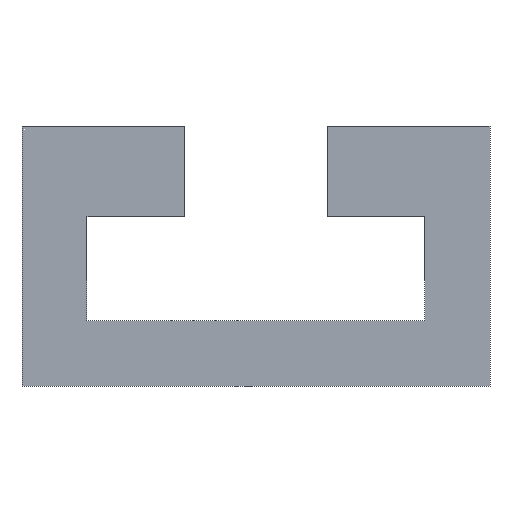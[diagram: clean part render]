
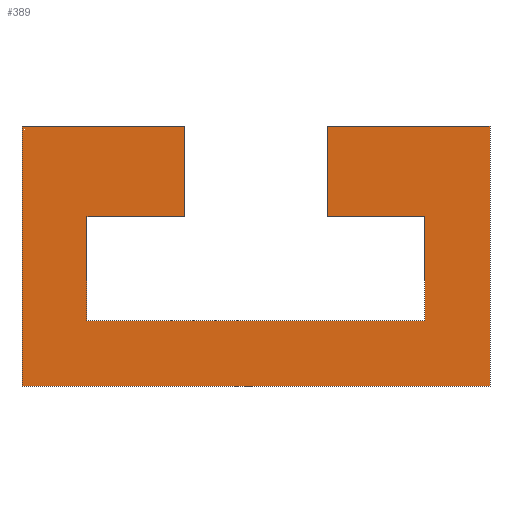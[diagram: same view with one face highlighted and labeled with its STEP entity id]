
A CAD part, front view. The second image highlights one B-rep face of the part: STEP entity #389.
In plain terms, the highlighted planar face has unit normal (0, -1, 0).
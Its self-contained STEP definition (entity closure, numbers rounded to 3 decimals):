
#22 = VERTEX_POINT('',#23);
#23 = CARTESIAN_POINT('',(-7.2,-64.5,-26.1));
#40 = VERTEX_POINT('',#41);
#41 = CARTESIAN_POINT('',(7.2,-64.5,-26.1));
#47 = EDGE_CURVE('',#22,#40,#48,.T.);
#48 = LINE('',#49,#50);
#49 = CARTESIAN_POINT('',(-7.2,-64.5,-26.1));
#50 = VECTOR('',#51,1.);
#51 = DIRECTION('',(1.,0.,0.));
#71 = VERTEX_POINT('',#72);
#72 = CARTESIAN_POINT('',(7.2,-64.5,-18.1));
#78 = EDGE_CURVE('',#40,#71,#79,.T.);
#79 = LINE('',#80,#81);
#80 = CARTESIAN_POINT('',(7.2,-64.5,-26.1));
#81 = VECTOR('',#82,1.);
#82 = DIRECTION('',(0.,0.,1.));
#102 = VERTEX_POINT('',#103);
#103 = CARTESIAN_POINT('',(2.2,-64.5,-18.1));
#109 = EDGE_CURVE('',#71,#102,#110,.T.);
#110 = LINE('',#111,#112);
#111 = CARTESIAN_POINT('',(7.2,-64.5,-18.1));
#112 = VECTOR('',#113,1.);
#113 = DIRECTION('',(-1.,0.,0.));
#133 = VERTEX_POINT('',#134);
#134 = CARTESIAN_POINT('',(2.2,-64.5,-20.9));
#140 = EDGE_CURVE('',#102,#133,#141,.T.);
#141 = LINE('',#142,#143);
#142 = CARTESIAN_POINT('',(2.2,-64.5,-18.1));
#143 = VECTOR('',#144,1.);
#144 = DIRECTION('',(0.,0.,-1.));
#164 = VERTEX_POINT('',#165);
#165 = CARTESIAN_POINT('',(5.2,-64.5,-20.9));
#171 = EDGE_CURVE('',#133,#164,#172,.T.);
#172 = LINE('',#173,#174);
#173 = CARTESIAN_POINT('',(2.2,-64.5,-20.9));
#174 = VECTOR('',#175,1.);
#175 = DIRECTION('',(1.,0.,0.));
#195 = VERTEX_POINT('',#196);
#196 = CARTESIAN_POINT('',(5.2,-64.5,-24.1));
#202 = EDGE_CURVE('',#164,#195,#203,.T.);
#203 = LINE('',#204,#205);
#204 = CARTESIAN_POINT('',(5.2,-64.5,-20.9));
#205 = VECTOR('',#206,1.);
#206 = DIRECTION('',(0.,0.,-1.));
#226 = VERTEX_POINT('',#227);
#227 = CARTESIAN_POINT('',(-5.2,-64.5,-24.1));
#233 = EDGE_CURVE('',#195,#226,#234,.T.);
#234 = LINE('',#235,#236);
#235 = CARTESIAN_POINT('',(5.2,-64.5,-24.1));
#236 = VECTOR('',#237,1.);
#237 = DIRECTION('',(-1.,0.,0.));
#257 = VERTEX_POINT('',#258);
#258 = CARTESIAN_POINT('',(-5.2,-64.5,-20.9));
#264 = EDGE_CURVE('',#226,#257,#265,.T.);
#265 = LINE('',#266,#267);
#266 = CARTESIAN_POINT('',(-5.2,-64.5,-24.1));
#267 = VECTOR('',#268,1.);
#268 = DIRECTION('',(0.,0.,1.));
#288 = VERTEX_POINT('',#289);
#289 = CARTESIAN_POINT('',(-2.2,-64.5,-20.9));
#295 = EDGE_CURVE('',#257,#288,#296,.T.);
#296 = LINE('',#297,#298);
#297 = CARTESIAN_POINT('',(-5.2,-64.5,-20.9));
#298 = VECTOR('',#299,1.);
#299 = DIRECTION('',(1.,0.,0.));
#319 = VERTEX_POINT('',#320);
#320 = CARTESIAN_POINT('',(-2.2,-64.5,-18.1));
#326 = EDGE_CURVE('',#288,#319,#327,.T.);
#327 = LINE('',#328,#329);
#328 = CARTESIAN_POINT('',(-2.2,-64.5,-20.9));
#329 = VECTOR('',#330,1.);
#330 = DIRECTION('',(0.,0.,1.));
#350 = VERTEX_POINT('',#351);
#351 = CARTESIAN_POINT('',(-7.2,-64.5,-18.1));
#357 = EDGE_CURVE('',#319,#350,#358,.T.);
#358 = LINE('',#359,#360);
#359 = CARTESIAN_POINT('',(-2.2,-64.5,-18.1));
#360 = VECTOR('',#361,1.);
#361 = DIRECTION('',(-1.,0.,0.));
#379 = EDGE_CURVE('',#350,#22,#380,.T.);
#380 = LINE('',#381,#382);
#381 = CARTESIAN_POINT('',(-7.2,-64.5,-18.1));
#382 = VECTOR('',#383,1.);
#383 = DIRECTION('',(0.,0.,-1.));
#389 = ADVANCED_FACE('',(#390),#404,.F.);
#390 = FACE_BOUND('',#391,.T.);
#391 = EDGE_LOOP('',(#392,#393,#394,#395,#396,#397,#398,#399,#400,#401,
    #402,#403));
#392 = ORIENTED_EDGE('',*,*,#47,.T.);
#393 = ORIENTED_EDGE('',*,*,#78,.T.);
#394 = ORIENTED_EDGE('',*,*,#109,.T.);
#395 = ORIENTED_EDGE('',*,*,#140,.T.);
#396 = ORIENTED_EDGE('',*,*,#171,.T.);
#397 = ORIENTED_EDGE('',*,*,#202,.T.);
#398 = ORIENTED_EDGE('',*,*,#233,.T.);
#399 = ORIENTED_EDGE('',*,*,#264,.T.);
#400 = ORIENTED_EDGE('',*,*,#295,.T.);
#401 = ORIENTED_EDGE('',*,*,#326,.T.);
#402 = ORIENTED_EDGE('',*,*,#357,.T.);
#403 = ORIENTED_EDGE('',*,*,#379,.T.);
#404 = PLANE('',#405);
#405 = AXIS2_PLACEMENT_3D('',#406,#407,#408);
#406 = CARTESIAN_POINT('',(0.,-64.5,-22.379));
#407 = DIRECTION('',(0.,1.,0.));
#408 = DIRECTION('',(0.,0.,1.));
